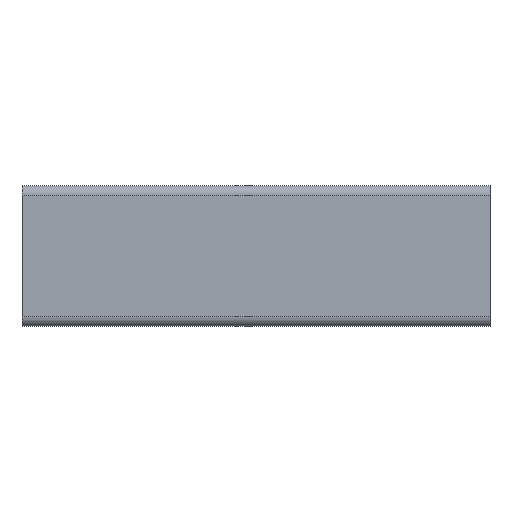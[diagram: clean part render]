
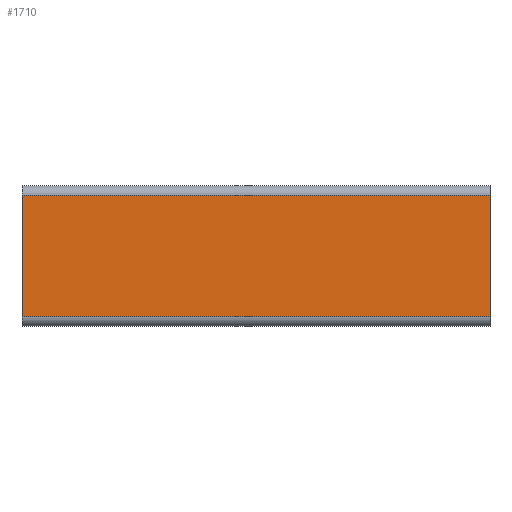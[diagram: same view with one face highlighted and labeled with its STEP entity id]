
A CAD part, top view. The second image highlights one B-rep face of the part: STEP entity #1710.
In plain terms, the highlighted planar face has unit normal (0, 0, 1).
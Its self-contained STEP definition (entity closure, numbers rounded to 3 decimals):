
#38 = EDGE_CURVE ( 'NONE', #3879, #3893, #2223, .T. ) ;
#43 = EDGE_CURVE ( 'NONE', #3887, #3882, #2234, .T. ) ;
#51 = EDGE_CURVE ( 'NONE', #3882, #3893, #2249, .T. ) ;
#101 = EDGE_CURVE ( 'NONE', #3879, #3887, #2337, .T. ) ;
#467 = AXIS2_PLACEMENT_3D ( 'NONE', #997, #1000, #1001 ) ;
#997 = CARTESIAN_POINT ( 'NONE',  ( -213.64, 19.5, 22.5 ) ) ;
#998 = PLANE ( 'NONE',  #467 ) ;
#1000 = DIRECTION ( 'NONE',  ( 0., 0., 1. ) ) ;
#1001 = DIRECTION ( 'NONE',  ( 1., 0., 0. ) ) ;
#1589 = CARTESIAN_POINT ( 'NONE',  ( -150., -19.5, 22.5 ) ) ;
#1592 = CARTESIAN_POINT ( 'NONE',  ( 0., 19.5, 22.5 ) ) ;
#1597 = CARTESIAN_POINT ( 'NONE',  ( -150., 19.5, 22.5 ) ) ;
#1603 = CARTESIAN_POINT ( 'NONE',  ( 0., -19.5, 22.5 ) ) ;
#1710 = ADVANCED_FACE ( 'NONE', ( #2899 ), #998, .T. ) ;
#1918 = EDGE_LOOP ( 'NONE', ( #2135, #2136, #2140, #2137 ) ) ;
#2135 = ORIENTED_EDGE ( 'NONE', *, *, #101, .F. ) ;
#2136 = ORIENTED_EDGE ( 'NONE', *, *, #38, .T. ) ;
#2137 = ORIENTED_EDGE ( 'NONE', *, *, #43, .F. ) ;
#2140 = ORIENTED_EDGE ( 'NONE', *, *, #51, .F. ) ;
#2223 = LINE ( 'NONE', #4008, #2229 ) ;
#2229 = VECTOR ( 'NONE', #4021, 1000. ) ;
#2234 = LINE ( 'NONE', #4022, #2238 ) ;
#2238 = VECTOR ( 'NONE', #4032, 1000. ) ;
#2249 = LINE ( 'NONE', #4034, #2253 ) ;
#2253 = VECTOR ( 'NONE', #4050, 1000. ) ;
#2337 = LINE ( 'NONE', #4152, #2348 ) ;
#2348 = VECTOR ( 'NONE', #4156, 1000. ) ;
#2899 = FACE_OUTER_BOUND ( 'NONE', #1918, .T. ) ;
#3879 = VERTEX_POINT ( 'NONE', #1589 ) ;
#3882 = VERTEX_POINT ( 'NONE', #1592 ) ;
#3887 = VERTEX_POINT ( 'NONE', #1597 ) ;
#3893 = VERTEX_POINT ( 'NONE', #1603 ) ;
#4008 = CARTESIAN_POINT ( 'NONE',  ( -213.64, -19.5, 22.5 ) ) ;
#4021 = DIRECTION ( 'NONE',  ( 1., 0., 0. ) ) ;
#4022 = CARTESIAN_POINT ( 'NONE',  ( -213.64, 19.5, 22.5 ) ) ;
#4032 = DIRECTION ( 'NONE',  ( 1., 0., 0. ) ) ;
#4034 = CARTESIAN_POINT ( 'NONE',  ( 0., 19.5, 22.5 ) ) ;
#4050 = DIRECTION ( 'NONE',  ( 0., -1., 0. ) ) ;
#4152 = CARTESIAN_POINT ( 'NONE',  ( -150., 19.5, 22.5 ) ) ;
#4156 = DIRECTION ( 'NONE',  ( 0., 1., 0. ) ) ;
